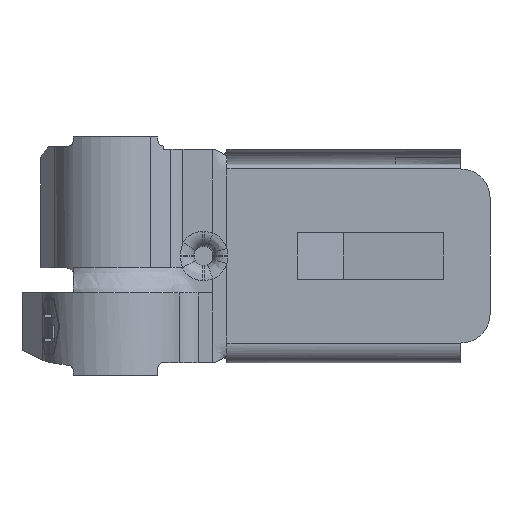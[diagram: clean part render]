
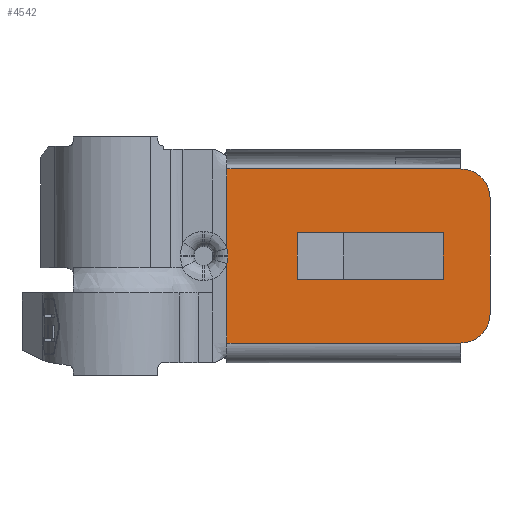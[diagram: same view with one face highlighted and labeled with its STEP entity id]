
A CAD part, front view. The second image highlights one B-rep face of the part: STEP entity #4542.
In plain terms, the highlighted planar face has unit normal (0, -1, 0).
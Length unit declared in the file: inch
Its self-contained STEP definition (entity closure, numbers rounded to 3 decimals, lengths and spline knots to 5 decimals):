
#77 = CARTESIAN_POINT ( 'NONE',  ( -0.25, -0.016, -0.093 ) ) ;
#758 = ORIENTED_EDGE ( 'NONE', *, *, #1940, .T. ) ;
#878 = ORIENTED_EDGE ( 'NONE', *, *, #5032, .T. ) ;
#1026 = EDGE_CURVE ( 'NONE', #2550, #5793, #3453, .T. ) ;
#1457 = VECTOR ( 'NONE', #5662, 39.37008 ) ;
#1536 = CARTESIAN_POINT ( 'NONE',  ( 0., -0.016, -0.093 ) ) ;
#1582 = DIRECTION ( 'NONE',  ( 0., 0., -1. ) ) ;
#1757 = DIRECTION ( 'NONE',  ( 0., 0., 1. ) ) ;
#1776 = DIRECTION ( 'NONE',  ( 1., 0., 0. ) ) ;
#1820 = DIRECTION ( 'NONE',  ( 0., 1., 0. ) ) ;
#1865 = CIRCLE ( 'NONE', #5238, 0.025 ) ;
#1940 = EDGE_CURVE ( 'NONE', #3780, #9250, #7352, .T. ) ;
#2000 = CARTESIAN_POINT ( 'NONE',  ( -0.175, -0.016, -0.025 ) ) ;
#2227 = CARTESIAN_POINT ( 'NONE',  ( -0.019, -0.016, -0.025 ) ) ;
#2236 = CARTESIAN_POINT ( 'NONE',  ( 0., -0.016, 0.093 ) ) ;
#2294 = CARTESIAN_POINT ( 'NONE',  ( -0.25, -0.016, -0.093 ) ) ;
#2364 = ORIENTED_EDGE ( 'NONE', *, *, #6128, .F. ) ;
#2458 = CARTESIAN_POINT ( 'NONE',  ( -0.175, -0.016, -0.025 ) ) ;
#2475 = CARTESIAN_POINT ( 'NONE',  ( -0.25, -0.016, 0.093 ) ) ;
#2476 = DIRECTION ( 'NONE',  ( 1., 0., 0. ) ) ;
#2503 = CIRCLE ( 'NONE', #5828, 0.031 ) ;
#2526 = DIRECTION ( 'NONE',  ( 0., 1., 0. ) ) ;
#2550 = VERTEX_POINT ( 'NONE', #7560 ) ;
#2600 = ORIENTED_EDGE ( 'NONE', *, *, #5146, .F. ) ;
#2702 = AXIS2_PLACEMENT_3D ( 'NONE', #6096, #1820, #6830 ) ;
#2804 = CARTESIAN_POINT ( 'NONE',  ( -0.25, -0.016, -0.093 ) ) ;
#2809 = DIRECTION ( 'NONE',  ( 0., 0., -1. ) ) ;
#3000 = VECTOR ( 'NONE', #6550, 39.37008 ) ;
#3103 = LINE ( 'NONE', #6781, #6897 ) ;
#3117 = FACE_OUTER_BOUND ( 'NONE', #7699, .T. ) ;
#3128 = VECTOR ( 'NONE', #6278, 39.37008 ) ;
#3195 = LINE ( 'NONE', #9307, #1457 ) ;
#3269 = EDGE_CURVE ( 'NONE', #3892, #5856, #1865, .T. ) ;
#3277 = EDGE_CURVE ( 'NONE', #9250, #7226, #5428, .T. ) ;
#3281 = ORIENTED_EDGE ( 'NONE', *, *, #3269, .T. ) ;
#3396 = LINE ( 'NONE', #8231, #5285 ) ;
#3453 = LINE ( 'NONE', #8929, #7030 ) ;
#3662 = DIRECTION ( 'NONE',  ( 0., 0., -1. ) ) ;
#3711 = CARTESIAN_POINT ( 'NONE',  ( -0.274, -0.016, 0.001 ) ) ;
#3732 = CARTESIAN_POINT ( 'NONE',  ( -0.175, -0.016, -0.025 ) ) ;
#3780 = VERTEX_POINT ( 'NONE', #6015 ) ;
#3892 = VERTEX_POINT ( 'NONE', #7687 ) ;
#3909 = EDGE_CURVE ( 'NONE', #4039, #7252, #8856, .T. ) ;
#3912 = VERTEX_POINT ( 'NONE', #7717 ) ;
#3991 = EDGE_CURVE ( 'NONE', #5856, #3780, #8170, .T. ) ;
#4039 = VERTEX_POINT ( 'NONE', #7107 ) ;
#4167 = DIRECTION ( 'NONE',  ( 0., 1., 0. ) ) ;
#4183 = LINE ( 'NONE', #2458, #7771 ) ;
#4186 = EDGE_CURVE ( 'NONE', #8492, #3892, #4878, .T. ) ;
#4192 = VERTEX_POINT ( 'NONE', #1536 ) ;
#4225 = DIRECTION ( 'NONE',  ( 0., 0., -1. ) ) ;
#4291 = CARTESIAN_POINT ( 'NONE',  ( -0.019, -0.016, 0.025 ) ) ;
#4427 = DIRECTION ( 'NONE',  ( 0., 0., -1. ) ) ;
#4542 = ADVANCED_FACE ( 'NONE', ( #8590, #3117 ), #7050, .T. ) ;
#4878 = LINE ( 'NONE', #77, #3000 ) ;
#5032 = EDGE_CURVE ( 'NONE', #5793, #4039, #6114, .T. ) ;
#5070 = CARTESIAN_POINT ( 'NONE',  ( -0.249, -0.016, 0.001 ) ) ;
#5140 = CARTESIAN_POINT ( 'NONE',  ( -0.25, -0.016, -0.093 ) ) ;
#5146 = EDGE_CURVE ( 'NONE', #8492, #8382, #3103, .T. ) ;
#5238 = AXIS2_PLACEMENT_3D ( 'NONE', #3711, #8754, #4427 ) ;
#5285 = VECTOR ( 'NONE', #6106, 39.37008 ) ;
#5300 = CIRCLE ( 'NONE', #2702, 0.031 ) ;
#5362 = ORIENTED_EDGE ( 'NONE', *, *, #5633, .T. ) ;
#5428 = LINE ( 'NONE', #5140, #7097 ) ;
#5633 = EDGE_CURVE ( 'NONE', #7252, #2550, #4183, .T. ) ;
#5662 = DIRECTION ( 'NONE',  ( 1., 0., 0. ) ) ;
#5684 = ORIENTED_EDGE ( 'NONE', *, *, #7572, .F. ) ;
#5793 = VERTEX_POINT ( 'NONE', #4291 ) ;
#5801 = ORIENTED_EDGE ( 'NONE', *, *, #3991, .T. ) ;
#5828 = AXIS2_PLACEMENT_3D ( 'NONE', #6811, #2526, #7531 ) ;
#5856 = VERTEX_POINT ( 'NONE', #5070 ) ;
#6015 = CARTESIAN_POINT ( 'NONE',  ( -0.249, -0.016, -0.001 ) ) ;
#6052 = EDGE_LOOP ( 'NONE', ( #5362, #9339, #878, #7048 ) ) ;
#6085 = CARTESIAN_POINT ( 'NONE',  ( -0.25, -0.016, -0.008 ) ) ;
#6096 = CARTESIAN_POINT ( 'NONE',  ( 0., -0.016, 0.062 ) ) ;
#6106 = DIRECTION ( 'NONE',  ( 0., 0., -1. ) ) ;
#6114 = LINE ( 'NONE', #2227, #7577 ) ;
#6128 = EDGE_CURVE ( 'NONE', #8382, #3912, #5300, .T. ) ;
#6239 = VECTOR ( 'NONE', #2809, 39.37008 ) ;
#6278 = DIRECTION ( 'NONE',  ( -1., 0., 0. ) ) ;
#6550 = DIRECTION ( 'NONE',  ( 0., 0., -1. ) ) ;
#6781 = CARTESIAN_POINT ( 'NONE',  ( -0.25, -0.016, 0.093 ) ) ;
#6811 = CARTESIAN_POINT ( 'NONE',  ( 0., -0.016, -0.062 ) ) ;
#6830 = DIRECTION ( 'NONE',  ( 0., 0., -1. ) ) ;
#6897 = VECTOR ( 'NONE', #1776, 39.37008 ) ;
#7030 = VECTOR ( 'NONE', #2476, 39.37008 ) ;
#7048 = ORIENTED_EDGE ( 'NONE', *, *, #3909, .T. ) ;
#7050 = PLANE ( 'NONE',  #8405 ) ;
#7056 = CARTESIAN_POINT ( 'NONE',  ( -0.249, -0.016, -0.001 ) ) ;
#7097 = VECTOR ( 'NONE', #1582, 39.37008 ) ;
#7107 = CARTESIAN_POINT ( 'NONE',  ( -0.019, -0.016, -0.025 ) ) ;
#7155 = ORIENTED_EDGE ( 'NONE', *, *, #9067, .F. ) ;
#7226 = VERTEX_POINT ( 'NONE', #2294 ) ;
#7252 = VERTEX_POINT ( 'NONE', #3732 ) ;
#7269 = AXIS2_PLACEMENT_3D ( 'NONE', #8482, #4167, #9248 ) ;
#7352 = CIRCLE ( 'NONE', #7269, 0.025 ) ;
#7531 = DIRECTION ( 'NONE',  ( 0., 0., 1. ) ) ;
#7560 = CARTESIAN_POINT ( 'NONE',  ( -0.175, -0.016, 0.025 ) ) ;
#7572 = EDGE_CURVE ( 'NONE', #3912, #7785, #3396, .T. ) ;
#7577 = VECTOR ( 'NONE', #3662, 39.37008 ) ;
#7687 = CARTESIAN_POINT ( 'NONE',  ( -0.25, -0.016, 0.008 ) ) ;
#7699 = EDGE_LOOP ( 'NONE', ( #5801, #758, #8637, #8899, #7155, #5684, #2364, #2600, #8530, #3281 ) ) ;
#7717 = CARTESIAN_POINT ( 'NONE',  ( 0.031, -0.016, 0.062 ) ) ;
#7771 = VECTOR ( 'NONE', #1757, 39.37008 ) ;
#7785 = VERTEX_POINT ( 'NONE', #9259 ) ;
#8170 = LINE ( 'NONE', #7056, #6239 ) ;
#8213 = EDGE_CURVE ( 'NONE', #7226, #4192, #3195, .T. ) ;
#8231 = CARTESIAN_POINT ( 'NONE',  ( 0.031, -0.016, -0.062 ) ) ;
#8382 = VERTEX_POINT ( 'NONE', #2236 ) ;
#8405 = AXIS2_PLACEMENT_3D ( 'NONE', #2804, #8536, #4225 ) ;
#8482 = CARTESIAN_POINT ( 'NONE',  ( -0.274, -0.016, -0.001 ) ) ;
#8492 = VERTEX_POINT ( 'NONE', #2475 ) ;
#8530 = ORIENTED_EDGE ( 'NONE', *, *, #4186, .T. ) ;
#8536 = DIRECTION ( 'NONE',  ( 0., -1., 0. ) ) ;
#8590 = FACE_BOUND ( 'NONE', #6052, .T. ) ;
#8637 = ORIENTED_EDGE ( 'NONE', *, *, #3277, .T. ) ;
#8754 = DIRECTION ( 'NONE',  ( 0., 1., 0. ) ) ;
#8856 = LINE ( 'NONE', #2000, #3128 ) ;
#8899 = ORIENTED_EDGE ( 'NONE', *, *, #8213, .T. ) ;
#8929 = CARTESIAN_POINT ( 'NONE',  ( -0.175, -0.016, 0.025 ) ) ;
#9067 = EDGE_CURVE ( 'NONE', #7785, #4192, #2503, .T. ) ;
#9248 = DIRECTION ( 'NONE',  ( 0., 0., -1. ) ) ;
#9250 = VERTEX_POINT ( 'NONE', #6085 ) ;
#9259 = CARTESIAN_POINT ( 'NONE',  ( 0.031, -0.016, -0.062 ) ) ;
#9307 = CARTESIAN_POINT ( 'NONE',  ( -0.25, -0.016, -0.093 ) ) ;
#9339 = ORIENTED_EDGE ( 'NONE', *, *, #1026, .T. ) ;
